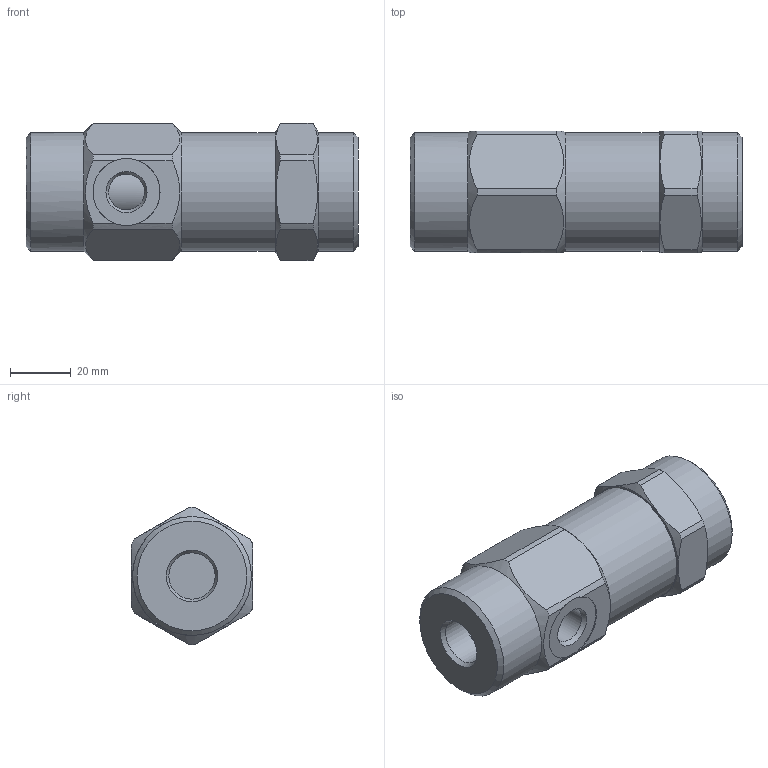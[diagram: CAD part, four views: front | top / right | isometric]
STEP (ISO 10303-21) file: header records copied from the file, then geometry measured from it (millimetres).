
FILE_DESCRIPTION(/* description */ ('Unknown'),/* implementation_level */ '2;1');
FILE_NAME(/* name */ 'V0202',/* time_stamp */ '2024-02-05T14:13:44+01:00',/* author */ ('Unknown'),/* organization */ ('Unknown'),/* preprocessor_version */ 'ST-DEVELOPER v16.7',/* originating_system */ 'DEX',/* authorisation */ $);
FILE_SCHEMA (('AUTOMOTIVE_DESIGN {1 0 10303 214 3 1 1}'));
Length unit declared in the file: millimetre
Products named in the file (1): V0202
Bounding box: 109 x 40 x 45 mm (x, y, z)
Volume: 131158.2 mm3; surface area: 18513.1 mm2
Topology: 1 solids, 1 shells, 76 faces, 201 edges, 133 vertices
Faces by surface type: plane 33, cylinder 30, cone 13
Full cylindrical faces by diameter (mm): 11.8 x1, 15.2 x2, 17 x1, 39 x3
Entity records: 2855 total; most frequent: CARTESIAN_POINT 636, ORIENTED_EDGE 334, DIRECTION 328, EDGE_CURVE 167, AXIS2_PLACEMENT_3D 141, VERTEX_POINT 119, EDGE_LOOP 102, FACE_BOUND 102
